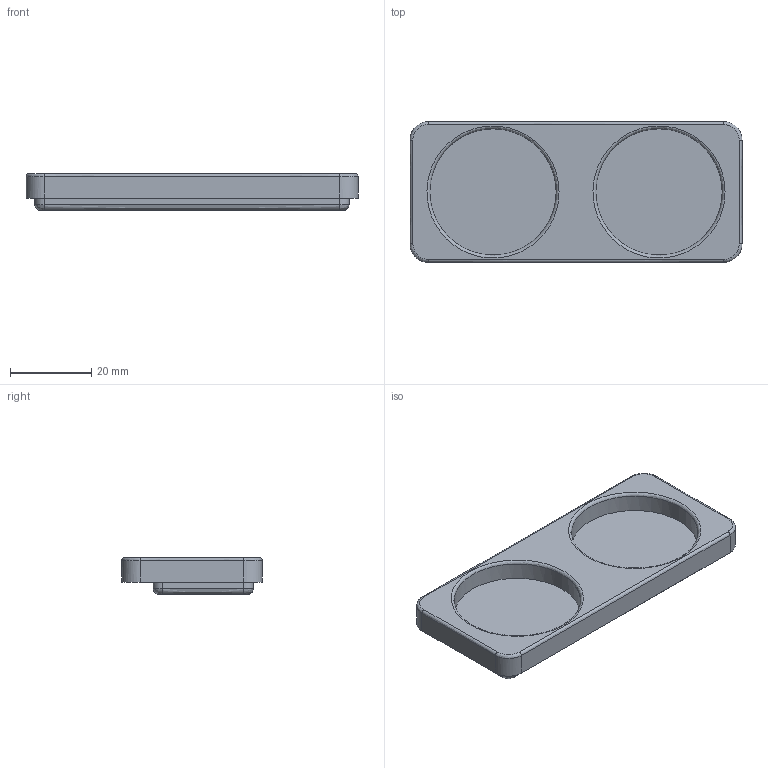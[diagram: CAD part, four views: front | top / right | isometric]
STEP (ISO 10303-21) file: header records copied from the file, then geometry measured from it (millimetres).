
FILE_DESCRIPTION(/* description */ (''),/* implementation_level */ '2;1');
FILE_NAME(/* name */ 'Lube Holder.step',/* time_stamp */ '2021-04-18T16:32:31+08:00',/* author */ (''),/* organization */ (''),/* preprocessor_version */ 'ST-DEVELOPER v18.1',/* originating_system */ 'Autodesk Translation Framework v10.6.0.1341',/* authorisation */ '');
FILE_SCHEMA (('AUTOMOTIVE_DESIGN { 1 0 10303 214 3 1 1 }'));
Length unit declared in the file: millimetre
Products named in the file (1): LubeStation45
Bounding box: 81.5 x 34.5 x 9 mm (x, y, z)
Volume: 14764.4 mm3; surface area: 8257.4 mm2
Topology: 1 solids, 1 shells, 41 faces, 90 edges, 54 vertices
Faces by surface type: bspline 18, plane 13, cylinder 10
Full cylindrical faces by diameter (mm): 31 x2
Entity records: 1972 total; most frequent: CARTESIAN_POINT 1166, ORIENTED_EDGE 180, DIRECTION 94, EDGE_CURVE 90, B_SPLINE_CURVE_WITH_KNOTS 54, VERTEX_POINT 54, EDGE_LOOP 44, FACE_OUTER_BOUND 41
